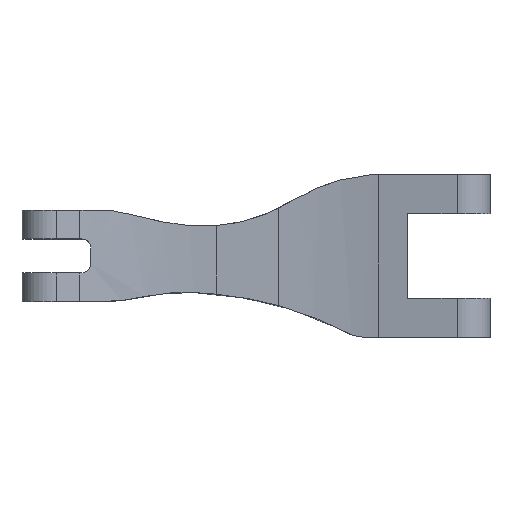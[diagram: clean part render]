
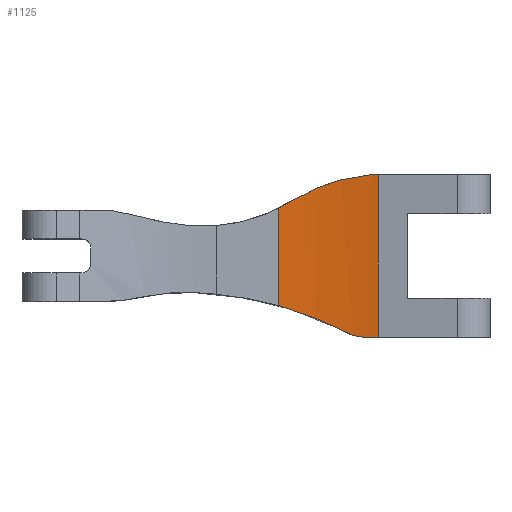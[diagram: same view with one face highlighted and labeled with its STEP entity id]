
A CAD part, top view. The second image highlights one B-rep face of the part: STEP entity #1125.
In plain terms, the highlighted cylindrical face has radius 115 mm (diameter 230 mm), a partial arc.
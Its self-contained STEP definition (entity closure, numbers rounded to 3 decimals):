
#18=B_SPLINE_CURVE_WITH_KNOTS('',3,(#1737,#1738,#1739,#1740,#1741,#1742,
#1743,#1744,#1745,#1746,#1747,#1748,#1749,#1750,#1751,#1752,#1753,#1754,
#1755),.UNSPECIFIED.,.F.,.F.,(4,3,3,3,3,3,4),(0.,0.417,
1.094,1.493,2.062,3.005,4.67),
 .UNSPECIFIED.);
#25=B_SPLINE_CURVE_WITH_KNOTS('',3,(#1934,#1935,#1936,#1937,#1938,#1939,
#1940,#1941,#1942,#1943),.UNSPECIFIED.,.F.,.F.,(4,2,2,2,4),(0.,
0.546,1.151,1.82,2.526),
 .UNSPECIFIED.);
#41=CYLINDRICAL_SURFACE('',#1226,115.);
#67=CIRCLE('',#1187,115.);
#74=CIRCLE('',#1200,115.);
#132=FACE_OUTER_BOUND('',#203,.T.);
#203=EDGE_LOOP('',(#939,#940,#941,#942,#943,#944));
#303=LINE('',#1861,#420);
#312=LINE('',#2124,#429);
#420=VECTOR('',#1449,1000.);
#429=VECTOR('',#1476,1000.);
#492=VERTEX_POINT('',#1651);
#496=VERTEX_POINT('',#1659);
#503=VERTEX_POINT('',#1736);
#510=VERTEX_POINT('',#1787);
#514=VERTEX_POINT('',#1795);
#537=VERTEX_POINT('',#1860);
#615=EDGE_CURVE('',#492,#496,#67,.T.);
#626=EDGE_CURVE('',#503,#492,#18,.T.);
#639=EDGE_CURVE('',#510,#514,#74,.T.);
#670=EDGE_CURVE('',#537,#503,#303,.T.);
#682=EDGE_CURVE('',#514,#537,#25,.T.);
#689=EDGE_CURVE('',#496,#510,#312,.T.);
#939=ORIENTED_EDGE('',*,*,#689,.T.);
#940=ORIENTED_EDGE('',*,*,#639,.T.);
#941=ORIENTED_EDGE('',*,*,#682,.T.);
#942=ORIENTED_EDGE('',*,*,#670,.T.);
#943=ORIENTED_EDGE('',*,*,#626,.T.);
#944=ORIENTED_EDGE('',*,*,#615,.T.);
#1125=ADVANCED_FACE('',(#132),#41,.F.);
#1187=AXIS2_PLACEMENT_3D('',#1661,#1352,#1353);
#1200=AXIS2_PLACEMENT_3D('',#1797,#1391,#1392);
#1226=AXIS2_PLACEMENT_3D('',#2128,#1479,#1480);
#1352=DIRECTION('center_axis',(0.,-1.,
0.));
#1353=DIRECTION('ref_axis',(0.,0.,-1.));
#1391=DIRECTION('center_axis',(0.,1.,0.));
#1392=DIRECTION('ref_axis',(0.,0.,-1.));
#1449=DIRECTION('',(0.,-1.,0.));
#1476=DIRECTION('',(0.,1.,0.));
#1479=DIRECTION('center_axis',(0.,-1.,
0.));
#1480=DIRECTION('ref_axis',(0.149,0.,-0.989));
#1651=CARTESIAN_POINT('',(92.508,258.3,18.51));
#1659=CARTESIAN_POINT('',(95.679,258.3,19.075));
#1661=CARTESIAN_POINT('Origin',(73.934,258.3,132.));
#1736=CARTESIAN_POINT('',(73.934,265.208,17.));
#1737=CARTESIAN_POINT('Ctrl Pts',(73.934,265.208,17.));
#1738=CARTESIAN_POINT('Ctrl Pts',(75.274,264.846,17.));
#1739=CARTESIAN_POINT('Ctrl Pts',(76.487,264.479,17.023));
#1740=CARTESIAN_POINT('Ctrl Pts',(77.572,264.12,17.058));
#1741=CARTESIAN_POINT('Ctrl Pts',(79.337,263.537,17.113));
#1742=CARTESIAN_POINT('Ctrl Pts',(80.764,262.976,17.198));
#1743=CARTESIAN_POINT('Ctrl Pts',(81.854,262.51,17.273));
#1744=CARTESIAN_POINT('Ctrl Pts',(82.494,262.237,17.317));
#1745=CARTESIAN_POINT('Ctrl Pts',(83.,262.006,17.357));
#1746=CARTESIAN_POINT('Ctrl Pts',(83.431,261.804,17.393));
#1747=CARTESIAN_POINT('Ctrl Pts',(84.047,261.516,17.444));
#1748=CARTESIAN_POINT('Ctrl Pts',(84.634,261.228,17.497));
#1749=CARTESIAN_POINT('Ctrl Pts',(85.199,260.945,17.553));
#1750=CARTESIAN_POINT('Ctrl Pts',(86.137,260.477,17.645));
#1751=CARTESIAN_POINT('Ctrl Pts',(87.014,260.022,17.743));
#1752=CARTESIAN_POINT('Ctrl Pts',(87.877,259.63,17.848));
#1753=CARTESIAN_POINT('Ctrl Pts',(89.401,258.937,18.035));
#1754=CARTESIAN_POINT('Ctrl Pts',(90.873,258.428,18.242));
#1755=CARTESIAN_POINT('Ctrl Pts',(92.508,258.3,18.51));
#1787=CARTESIAN_POINT('',(95.679,293.7,19.075));
#1795=CARTESIAN_POINT('',(94.04,293.7,18.771));
#1797=CARTESIAN_POINT('Origin',(73.934,293.7,132.));
#1860=CARTESIAN_POINT('',(73.934,286.416,17.));
#1861=CARTESIAN_POINT('',(73.934,266.8,17.));
#1934=CARTESIAN_POINT('Ctrl Pts',(94.04,293.7,18.771));
#1935=CARTESIAN_POINT('Ctrl Pts',(92.256,293.523,18.455));
#1936=CARTESIAN_POINT('Ctrl Pts',(90.46,293.261,18.18));
#1937=CARTESIAN_POINT('Ctrl Pts',(86.741,292.452,17.698));
#1938=CARTESIAN_POINT('Ctrl Pts',(85.104,291.94,17.534));
#1939=CARTESIAN_POINT('Ctrl Pts',(82.032,290.739,17.274));
#1940=CARTESIAN_POINT('Ctrl Pts',(80.586,290.02,17.182));
#1941=CARTESIAN_POINT('Ctrl Pts',(77.396,288.294,17.04));
#1942=CARTESIAN_POINT('Ctrl Pts',(75.71,287.311,17.));
#1943=CARTESIAN_POINT('Ctrl Pts',(73.934,286.416,17.));
#2124=CARTESIAN_POINT('',(95.679,266.8,19.075));
#2128=CARTESIAN_POINT('Origin',(73.934,266.8,132.));
